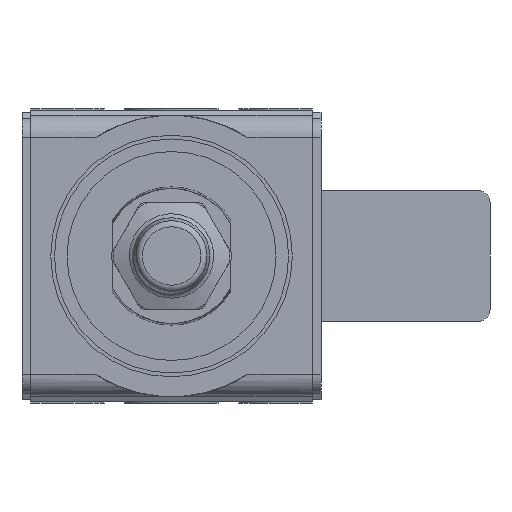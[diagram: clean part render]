
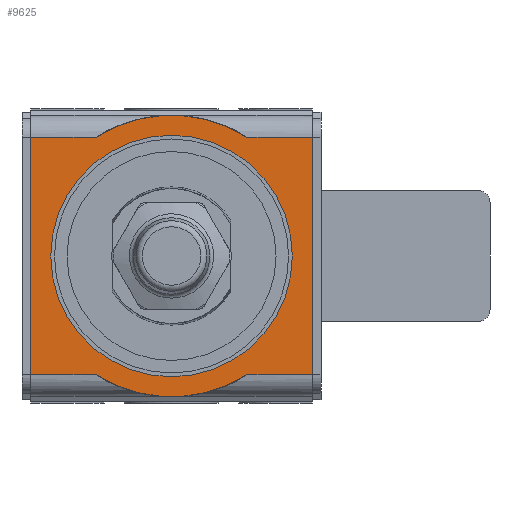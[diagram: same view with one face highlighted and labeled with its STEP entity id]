
A CAD part, front view. The second image highlights one B-rep face of the part: STEP entity #9625.
In plain terms, the highlighted planar face has unit normal (0, -1, 0).
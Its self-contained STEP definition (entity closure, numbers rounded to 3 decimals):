
#263=LINE('',#13045,#952);
#266=LINE('',#13063,#955);
#267=LINE('',#13074,#956);
#270=LINE('',#13092,#959);
#299=LINE('',#13158,#988);
#325=LINE('',#13214,#1014);
#952=VECTOR('',#10908,1000.);
#955=VECTOR('',#10917,1000.);
#956=VECTOR('',#10920,1000.);
#959=VECTOR('',#10929,1000.);
#988=VECTOR('',#10972,1000.);
#1014=VECTOR('',#11008,1000.);
#1530=PLANE('',#10096);
#2142=ORIENTED_EDGE('',*,*,#4043,.F.);
#2143=ORIENTED_EDGE('',*,*,#3942,.T.);
#2144=ORIENTED_EDGE('',*,*,#4044,.T.);
#2145=ORIENTED_EDGE('',*,*,#3948,.T.);
#2146=ORIENTED_EDGE('',*,*,#4021,.T.);
#2147=ORIENTED_EDGE('',*,*,#3950,.F.);
#2148=ORIENTED_EDGE('',*,*,#4045,.T.);
#2149=ORIENTED_EDGE('',*,*,#3956,.F.);
#2150=ORIENTED_EDGE('',*,*,#3991,.F.);
#3942=EDGE_CURVE('',#4908,#4906,#263,.T.);
#3948=EDGE_CURVE('',#4910,#4912,#266,.T.);
#3950=EDGE_CURVE('',#4913,#4915,#267,.T.);
#3956=EDGE_CURVE('',#4919,#4917,#270,.T.);
#3991=EDGE_CURVE('',#4908,#4919,#299,.T.);
#4021=EDGE_CURVE('',#4912,#4915,#325,.T.);
#4043=EDGE_CURVE('',#4988,#4988,#5452,.T.);
#4044=EDGE_CURVE('',#4906,#4910,#5453,.T.);
#4045=EDGE_CURVE('',#4913,#4917,#5454,.T.);
#4906=VERTEX_POINT('',#13043);
#4908=VERTEX_POINT('',#13046);
#4910=VERTEX_POINT('',#13058);
#4912=VERTEX_POINT('',#13062);
#4913=VERTEX_POINT('',#13072);
#4915=VERTEX_POINT('',#13075);
#4917=VERTEX_POINT('',#13087);
#4919=VERTEX_POINT('',#13091);
#4988=VERTEX_POINT('',#13256);
#5452=CIRCLE('',#10097,19.3);
#5453=CIRCLE('',#10098,22.5);
#5454=CIRCLE('',#10099,22.5);
#5694=EDGE_LOOP('',(#2142));
#5695=EDGE_LOOP('',(#2143,#2144,#2145,#2146,#2147,#2148,#2149,#2150));
#6215=FACE_BOUND('',#5694,.T.);
#6216=FACE_BOUND('',#5695,.T.);
#9625=ADVANCED_FACE('',(#6215,#6216),#1530,.F.);
#10096=AXIS2_PLACEMENT_3D('',#13254,#11042,#11043);
#10097=AXIS2_PLACEMENT_3D('',#13255,#11044,#11045);
#10098=AXIS2_PLACEMENT_3D('',#13257,#11046,#11047);
#10099=AXIS2_PLACEMENT_3D('',#13258,#11048,#11049);
#10908=DIRECTION('',(-1.,0.,0.));
#10917=DIRECTION('',(-1.,0.,0.));
#10920=DIRECTION('',(-1.,0.,0.));
#10929=DIRECTION('',(-1.,0.,0.));
#10972=DIRECTION('',(0.,0.,-1.));
#11008=DIRECTION('',(0.,0.,-1.));
#11042=DIRECTION('',(0.,1.,0.));
#11043=DIRECTION('',(0.,0.,1.));
#11044=DIRECTION('',(0.,-1.,0.));
#11045=DIRECTION('',(0.,0.,-1.));
#11046=DIRECTION('',(0.,-1.,0.));
#11047=DIRECTION('',(0.,0.,-1.));
#11048=DIRECTION('',(0.,-1.,0.));
#11049=DIRECTION('',(0.,0.,-1.));
#13043=CARTESIAN_POINT('',(12.052,0.,19.));
#13045=CARTESIAN_POINT('',(22.5,0.,19.));
#13046=CARTESIAN_POINT('',(22.5,0.,19.));
#13058=CARTESIAN_POINT('',(-12.052,0.,19.));
#13062=CARTESIAN_POINT('',(-22.5,0.,19.));
#13063=CARTESIAN_POINT('',(22.5,0.,19.));
#13072=CARTESIAN_POINT('',(-12.052,0.,-19.));
#13074=CARTESIAN_POINT('',(22.5,0.,-19.));
#13075=CARTESIAN_POINT('',(-22.5,0.,-19.));
#13087=CARTESIAN_POINT('',(12.052,0.,-19.));
#13091=CARTESIAN_POINT('',(22.5,0.,-19.));
#13092=CARTESIAN_POINT('',(22.5,0.,-19.));
#13158=CARTESIAN_POINT('',(22.5,0.,19.));
#13214=CARTESIAN_POINT('',(-22.5,0.,19.));
#13254=CARTESIAN_POINT('',(22.5,0.,19.));
#13255=CARTESIAN_POINT('',(0.,0.,0.));
#13256=CARTESIAN_POINT('',(0.,0.,-19.3));
#13257=CARTESIAN_POINT('',(0.,0.,0.));
#13258=CARTESIAN_POINT('',(0.,0.,0.));
